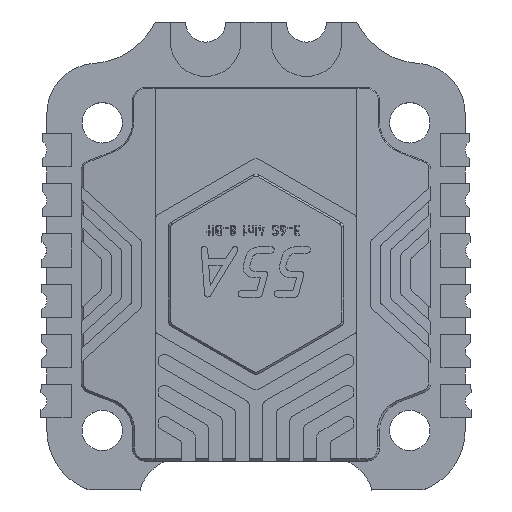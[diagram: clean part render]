
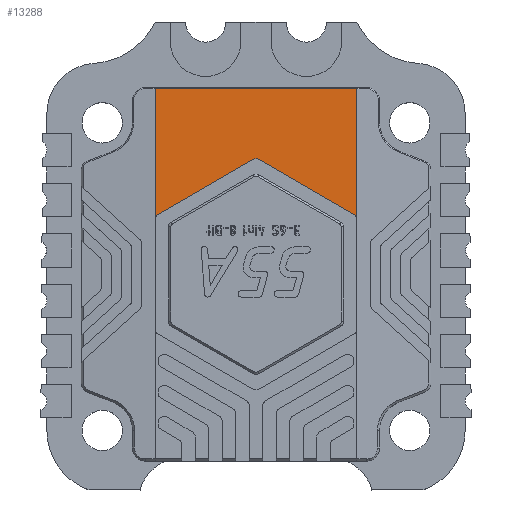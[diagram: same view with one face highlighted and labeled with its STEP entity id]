
A CAD part, top view. The second image highlights one B-rep face of the part: STEP entity #13288.
In plain terms, the highlighted planar face has unit normal (0, 0, 1).
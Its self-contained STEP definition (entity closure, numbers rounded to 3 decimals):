
#995=PLANE('',#14140);
#1445=FACE_OUTER_BOUND('',#2184,.T.);
#2184=EDGE_LOOP('',(#10108,#10109,#10110,#10111,#10112,#10113,#10114,#10115));
#3102=LINE('',#19191,#4439);
#3169=LINE('',#19533,#4506);
#3219=LINE('',#19843,#4556);
#3230=LINE('',#19916,#4567);
#3231=LINE('',#19917,#4568);
#4439=VECTOR('',#15253,10.);
#4506=VECTOR('',#15442,10.);
#4556=VECTOR('',#15550,10.);
#4567=VECTOR('',#15569,10.);
#4568=VECTOR('',#15570,10.);
#5520=CIRCLE('',#14045,0.6);
#5522=CIRCLE('',#14049,0.6);
#5533=CIRCLE('',#14078,0.6);
#6146=VERTEX_POINT('',#19181);
#6147=VERTEX_POINT('',#19183);
#6149=VERTEX_POINT('',#19189);
#6152=VERTEX_POINT('',#19197);
#6171=VERTEX_POINT('',#19280);
#6172=VERTEX_POINT('',#19282);
#6207=VERTEX_POINT('',#19526);
#6209=VERTEX_POINT('',#19532);
#7563=EDGE_CURVE('',#6146,#6147,#5520,.T.);
#7567=EDGE_CURVE('',#6146,#6149,#3102,.T.);
#7571=EDGE_CURVE('',#6149,#6152,#5522,.F.);
#7611=EDGE_CURVE('',#6171,#6172,#5533,.T.);
#7670=EDGE_CURVE('',#6207,#6209,#3169,.T.);
#7747=EDGE_CURVE('',#6172,#6207,#3219,.F.);
#7768=EDGE_CURVE('',#6171,#6147,#3230,.T.);
#7769=EDGE_CURVE('',#6152,#6209,#3231,.T.);
#10108=ORIENTED_EDGE('',*,*,#7670,.F.);
#10109=ORIENTED_EDGE('',*,*,#7747,.F.);
#10110=ORIENTED_EDGE('',*,*,#7611,.F.);
#10111=ORIENTED_EDGE('',*,*,#7768,.T.);
#10112=ORIENTED_EDGE('',*,*,#7563,.F.);
#10113=ORIENTED_EDGE('',*,*,#7567,.T.);
#10114=ORIENTED_EDGE('',*,*,#7571,.T.);
#10115=ORIENTED_EDGE('',*,*,#7769,.T.);
#13288=ADVANCED_FACE('',(#1445),#995,.T.);
#14045=AXIS2_PLACEMENT_3D('',#19184,#15246,#15247);
#14049=AXIS2_PLACEMENT_3D('',#19202,#15259,#15260);
#14078=AXIS2_PLACEMENT_3D('',#19283,#15345,#15346);
#14140=AXIS2_PLACEMENT_3D('',#19915,#15567,#15568);
#15246=DIRECTION('center_axis',(0.,0.,1.));
#15247=DIRECTION('ref_axis',(0.,1.,0.));
#15253=DIRECTION('',(0.866,-0.5,0.));
#15259=DIRECTION('center_axis',(0.,0.,1.));
#15260=DIRECTION('ref_axis',(0.866,0.5,0.));
#15345=DIRECTION('center_axis',(0.,0.,1.));
#15346=DIRECTION('ref_axis',(-0.866,0.5,0.));
#15442=DIRECTION('',(1.,0.,0.));
#15550=DIRECTION('',(0.,-1.,0.));
#15567=DIRECTION('center_axis',(0.,0.,1.));
#15568=DIRECTION('ref_axis',(-1.,0.,0.));
#15569=DIRECTION('',(0.866,0.5,0.));
#15570=DIRECTION('',(0.,1.,0.));
#19181=CARTESIAN_POINT('',(0.3,9.206,4.8));
#19183=CARTESIAN_POINT('',(-0.3,9.206,4.8));
#19184=CARTESIAN_POINT('Origin',(0.,8.686,4.8));
#19189=CARTESIAN_POINT('',(9.698,3.78,4.8));
#19191=CARTESIAN_POINT('',(2.501,7.935,4.8));
#19197=CARTESIAN_POINT('',(9.99,3.358,4.8));
#19202=CARTESIAN_POINT('Origin',(9.398,3.26,4.8));
#19280=CARTESIAN_POINT('',(-9.698,3.78,4.8));
#19282=CARTESIAN_POINT('',(-9.99,3.358,4.8));
#19283=CARTESIAN_POINT('Origin',(-9.398,3.26,4.8));
#19526=CARTESIAN_POINT('',(-9.99,16.25,4.8));
#19532=CARTESIAN_POINT('',(9.99,16.25,4.8));
#19533=CARTESIAN_POINT('',(5.475,16.25,4.8));
#19843=CARTESIAN_POINT('',(-9.99,7.09,4.8));
#19915=CARTESIAN_POINT('Origin',(0.,-2.171,4.8));
#19916=CARTESIAN_POINT('',(-7.5,5.049,4.8));
#19917=CARTESIAN_POINT('',(9.99,7.09,4.8));
